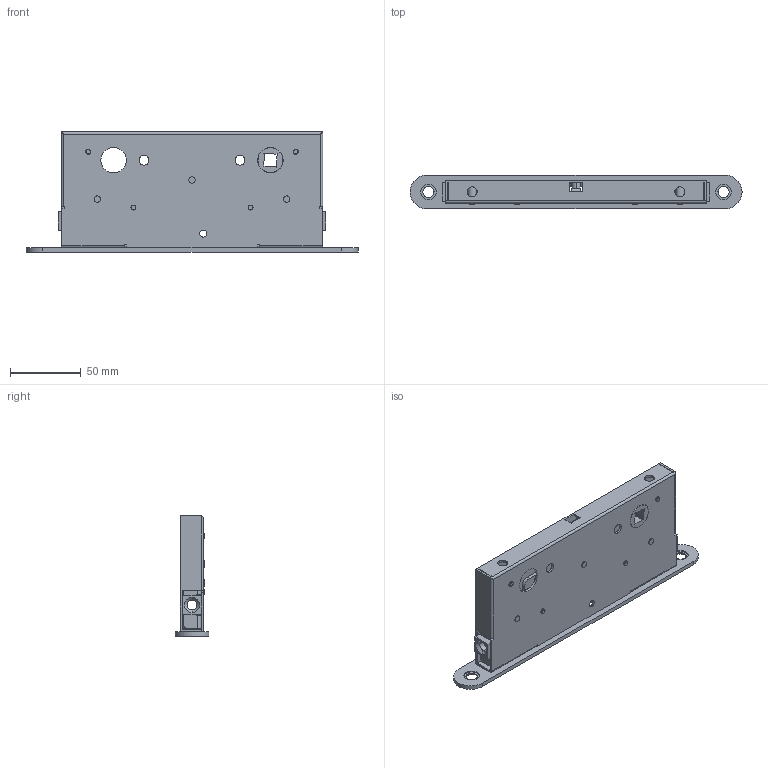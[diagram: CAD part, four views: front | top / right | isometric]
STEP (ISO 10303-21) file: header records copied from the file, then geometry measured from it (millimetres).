
FILE_DESCRIPTION((''),'2;1');
FILE_NAME('143190650_SW','2019-10-22T09:57:37',('MLOLI'),(''),'CREO PARAMETRIC BY PTC INC, 2018420','CREO PARAMETRIC BY PTC INC, 2018420','');
FILE_SCHEMA(('CONFIG_CONTROL_DESIGN'));
Length unit declared in the file: millimetre
Products named in the file (1): 143190650_SW
Bounding box: 235 x 24 x 85 mm (x, y, z)
Volume: 96951.3 mm3; surface area: 88838.8 mm2
Topology: 1 solids, 1 shells, 563 faces, 1572 edges, 1012 vertices
Faces by surface type: plane 267, cylinder 226, cone 42, torus 20, sphere 8
Entity records: 18747 total; most frequent: CARTESIAN_POINT 3649, DIRECTION 3229, ORIENTED_EDGE 3128, EDGE_CURVE 1564, AXIS2_PLACEMENT_3D 1112, VERTEX_POINT 1012, VECTOR 1005, LINE 1005
